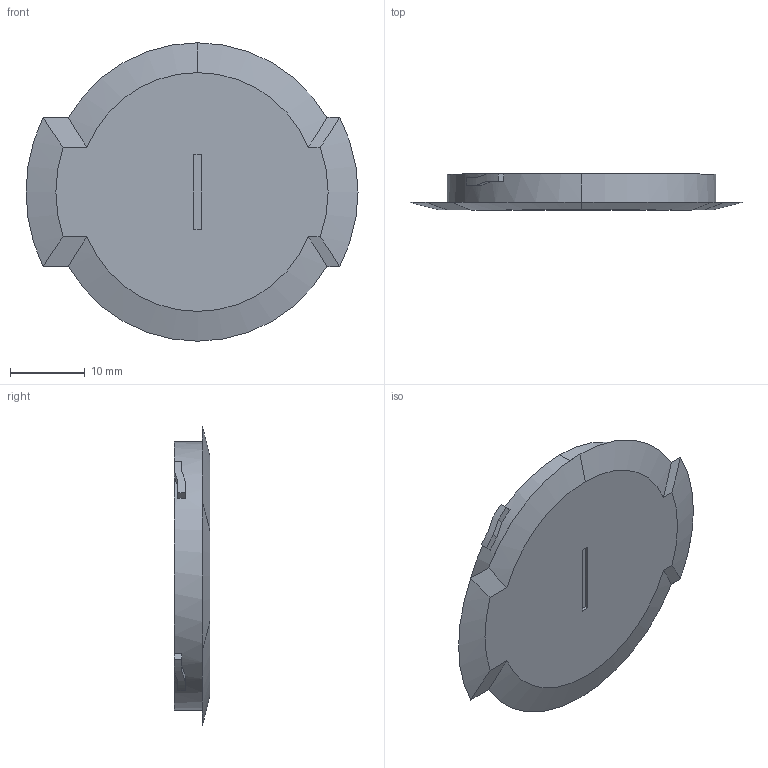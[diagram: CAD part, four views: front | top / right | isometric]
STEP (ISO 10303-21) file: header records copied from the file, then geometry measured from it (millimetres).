
FILE_DESCRIPTION (( 'STEP AP214' ), '1' );
FILE_NAME ('lower.STEP', '2021-05-19T18:32:55', ( '' ), ( '' ), 'SwSTEP 2.0', 'SolidWorks 2020', '' );
FILE_SCHEMA (( 'AUTOMOTIVE_DESIGN' ));
Length unit declared in the file: millimetre
Products named in the file (1): lower
Bounding box: 44.5 x 4.8 x 40 mm (x, y, z)
Volume: 1322.1 mm3; surface area: 3617.3 mm2
Topology: 1 solids, 1 shells, 55 faces, 142 edges, 92 vertices
Faces by surface type: plane 38, cylinder 12, cone 5
Entity records: 1722 total; most frequent: CARTESIAN_POINT 350, ORIENTED_EDGE 284, DIRECTION 282, EDGE_CURVE 142, AXIS2_PLACEMENT_3D 104, VERTEX_POINT 92, LINE 74, VECTOR 74
